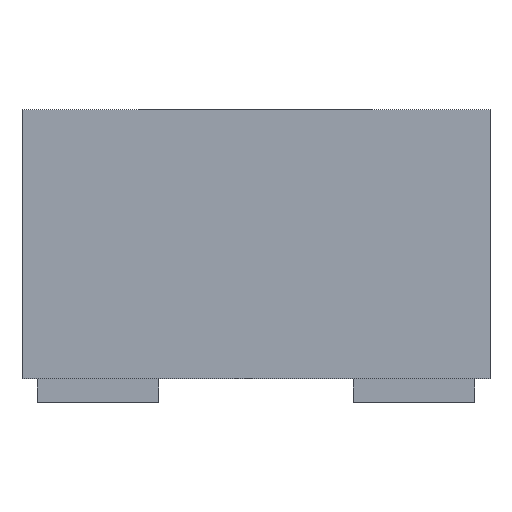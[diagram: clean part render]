
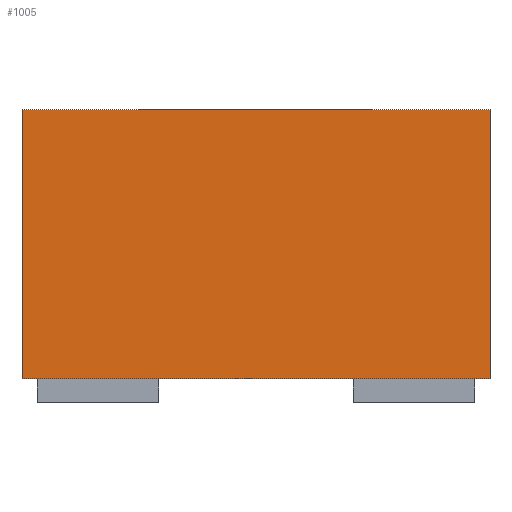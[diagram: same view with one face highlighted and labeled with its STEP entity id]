
A CAD part, front view. The second image highlights one B-rep face of the part: STEP entity #1005.
In plain terms, the highlighted planar face has unit normal (0, -1, 0).
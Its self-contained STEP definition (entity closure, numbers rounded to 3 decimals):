
#72=FACE_OUTER_BOUND('',#140,.T.);
#140=EDGE_LOOP('',(#717,#718,#719,#720));
#216=LINE('',#1538,#341);
#218=LINE('',#1542,#343);
#219=LINE('',#1544,#344);
#220=LINE('',#1545,#345);
#341=VECTOR('',#1232,1.);
#343=VECTOR('',#1236,1.);
#344=VECTOR('',#1237,1.);
#345=VECTOR('',#1238,1.);
#464=VERTEX_POINT('',#1535);
#465=VERTEX_POINT('',#1537);
#466=VERTEX_POINT('',#1541);
#467=VERTEX_POINT('',#1543);
#561=EDGE_CURVE('',#465,#464,#216,.T.);
#563=EDGE_CURVE('',#464,#466,#218,.T.);
#564=EDGE_CURVE('',#467,#466,#219,.T.);
#565=EDGE_CURVE('',#465,#467,#220,.T.);
#717=ORIENTED_EDGE('',*,*,#561,.T.);
#718=ORIENTED_EDGE('',*,*,#563,.T.);
#719=ORIENTED_EDGE('',*,*,#564,.F.);
#720=ORIENTED_EDGE('',*,*,#565,.F.);
#939=PLANE('',#1111);
#1005=ADVANCED_FACE('',(#72),#939,.T.);
#1111=AXIS2_PLACEMENT_3D('',#1540,#1234,#1235);
#1232=DIRECTION('',(0.,0.,1.));
#1234=DIRECTION('center_axis',(0.,-1.,0.));
#1235=DIRECTION('ref_axis',(-1.,0.,0.));
#1236=DIRECTION('',(-1.,0.,0.));
#1237=DIRECTION('',(0.,0.,1.));
#1238=DIRECTION('',(-1.,0.,0.));
#1535=CARTESIAN_POINT('',(1.,-2.,1.15));
#1537=CARTESIAN_POINT('',(1.,-2.,0.));
#1538=CARTESIAN_POINT('',(1.,-2.,0.));
#1540=CARTESIAN_POINT('Origin',(1.,-2.,0.));
#1541=CARTESIAN_POINT('',(-1.,-2.,1.15));
#1542=CARTESIAN_POINT('',(1.,-2.,1.15));
#1543=CARTESIAN_POINT('',(-1.,-2.,0.));
#1544=CARTESIAN_POINT('',(-1.,-2.,0.));
#1545=CARTESIAN_POINT('',(1.,-2.,0.));
